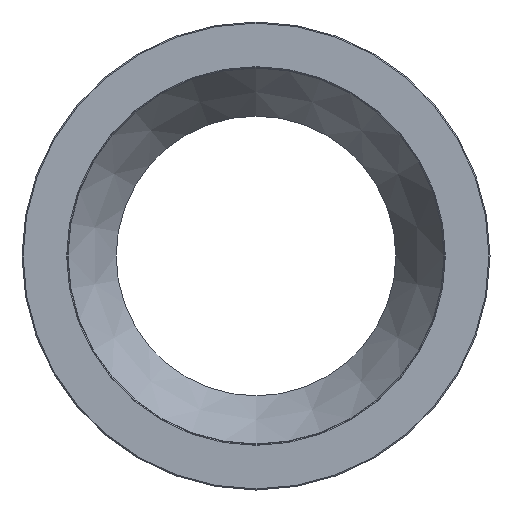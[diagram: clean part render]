
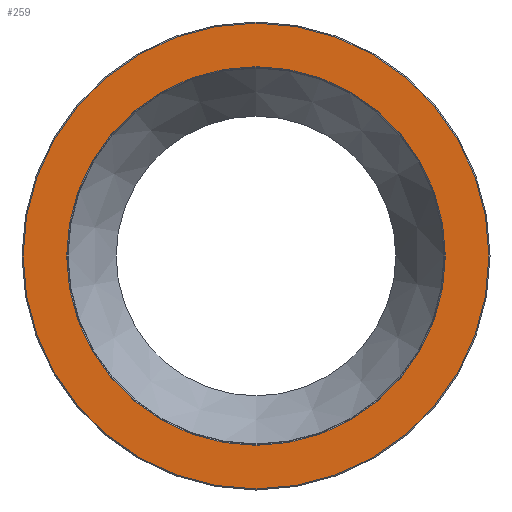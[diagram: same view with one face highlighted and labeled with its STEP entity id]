
A CAD part, left-side view. The second image highlights one B-rep face of the part: STEP entity #259.
In plain terms, the highlighted planar face has unit normal (-1, 0, 0).
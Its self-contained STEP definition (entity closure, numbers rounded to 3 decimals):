
#28=PLANE('',#312);
#53=ORIENTED_EDGE('',*,*,#98,.T.);
#54=ORIENTED_EDGE('',*,*,#99,.T.);
#98=EDGE_CURVE('',#121,#121,#144,.F.);
#99=EDGE_CURVE('',#122,#122,#145,.T.);
#121=VERTEX_POINT('',#472);
#122=VERTEX_POINT('',#474);
#144=CIRCLE('',#313,35.2);
#145=CIRCLE('',#314,43.3);
#168=EDGE_LOOP('',(#53));
#169=EDGE_LOOP('',(#54));
#214=FACE_BOUND('',#168,.T.);
#215=FACE_BOUND('',#169,.T.);
#259=ADVANCED_FACE('',(#214,#215),#28,.T.);
#312=AXIS2_PLACEMENT_3D('',#470,#386,#387);
#313=AXIS2_PLACEMENT_3D('',#471,#388,#389);
#314=AXIS2_PLACEMENT_3D('',#473,#390,#391);
#386=DIRECTION('',(-1.,0.,0.));
#387=DIRECTION('',(0.,0.,1.));
#388=DIRECTION('',(-1.,0.,0.));
#389=DIRECTION('',(0.,0.,1.));
#390=DIRECTION('',(-1.,0.,0.));
#391=DIRECTION('',(0.,0.,1.));
#470=CARTESIAN_POINT('',(-20.,0.,35.));
#471=CARTESIAN_POINT('',(-20.,0.,0.));
#472=CARTESIAN_POINT('',(-20.,0.,35.2));
#473=CARTESIAN_POINT('',(-20.,0.,0.));
#474=CARTESIAN_POINT('',(-20.,0.,43.3));
